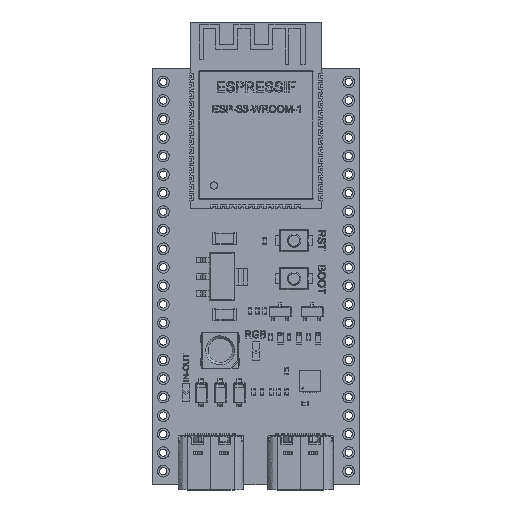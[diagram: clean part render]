
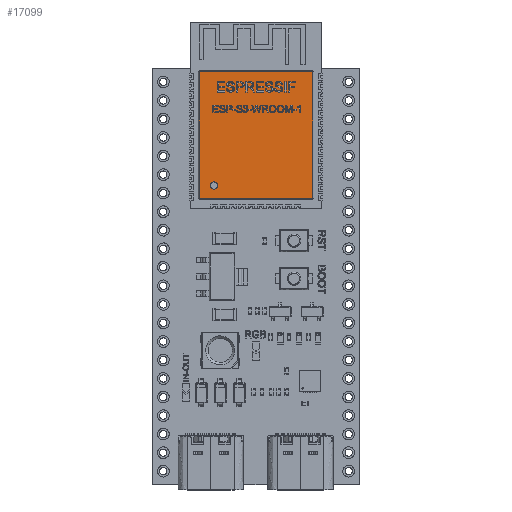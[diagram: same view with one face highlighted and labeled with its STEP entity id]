
A CAD part, top view. The second image highlights one B-rep face of the part: STEP entity #17099.
In plain terms, the highlighted free-form (B-spline) face has degree [1, 1] with [2, 2] control points.
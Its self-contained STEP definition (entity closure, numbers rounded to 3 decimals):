
#17099 = ADVANCED_FACE('',(#17100,#17130),#17144,.F.);
#17100 = FACE_BOUND('',#17101,.F.);
#17101 = EDGE_LOOP('',(#17102,#17111,#17118,#17125));
#17102 = ORIENTED_EDGE('',*,*,#17103,.F.);
#17103 = EDGE_CURVE('',#17104,#17106,#17108,.T.);
#17104 = VERTEX_POINT('',#17105);
#17105 = CARTESIAN_POINT('',(-6.516,47.386,
    3.266));
#17106 = VERTEX_POINT('',#17107);
#17107 = CARTESIAN_POINT('',(-6.516,32.847,
    3.266));
#17108 = B_SPLINE_CURVE_WITH_KNOTS('',1,(#17109,#17110),.UNSPECIFIED.,
  .F.,.F.,(2,2),(0.,17.36),.PIECEWISE_BEZIER_KNOTS.);
#17109 = CARTESIAN_POINT('',(-6.516,47.386,
    3.266));
#17110 = CARTESIAN_POINT('',(-6.516,32.847,
    3.266));
#17111 = ORIENTED_EDGE('',*,*,#17112,.T.);
#17112 = EDGE_CURVE('',#17104,#17113,#17115,.T.);
#17113 = VERTEX_POINT('',#17114);
#17114 = CARTESIAN_POINT('',(6.516,47.386,
    3.266));
#17115 = B_SPLINE_CURVE_WITH_KNOTS('',1,(#17116,#17117),.UNSPECIFIED.,
  .F.,.F.,(2,2),(0.,15.56),.PIECEWISE_BEZIER_KNOTS.);
#17116 = CARTESIAN_POINT('',(-6.516,47.386,
    3.266));
#17117 = CARTESIAN_POINT('',(6.516,47.386,
    3.266));
#17118 = ORIENTED_EDGE('',*,*,#17119,.T.);
#17119 = EDGE_CURVE('',#17113,#17120,#17122,.T.);
#17120 = VERTEX_POINT('',#17121);
#17121 = CARTESIAN_POINT('',(6.516,32.847,
    3.266));
#17122 = B_SPLINE_CURVE_WITH_KNOTS('',1,(#17123,#17124),.UNSPECIFIED.,
  .F.,.F.,(2,2),(0.,17.36),.PIECEWISE_BEZIER_KNOTS.);
#17123 = CARTESIAN_POINT('',(6.516,47.386,
    3.266));
#17124 = CARTESIAN_POINT('',(6.516,32.847,
    3.266));
#17125 = ORIENTED_EDGE('',*,*,#17126,.F.);
#17126 = EDGE_CURVE('',#17106,#17120,#17127,.T.);
#17127 = B_SPLINE_CURVE_WITH_KNOTS('',1,(#17128,#17129),.UNSPECIFIED.,
  .F.,.F.,(2,2),(0.,15.56),.PIECEWISE_BEZIER_KNOTS.);
#17128 = CARTESIAN_POINT('',(-6.516,32.847,
    3.266));
#17129 = CARTESIAN_POINT('',(6.516,32.847,
    3.266));
#17130 = FACE_BOUND('',#17131,.F.);
#17131 = EDGE_LOOP('',(#17132));
#17132 = ORIENTED_EDGE('',*,*,#17133,.T.);
#17133 = EDGE_CURVE('',#17134,#17134,#17136,.T.);
#17134 = VERTEX_POINT('',#17135);
#17135 = CARTESIAN_POINT('',(-4.417,34.328,
    3.266));
#17136 = ( BOUNDED_CURVE() B_SPLINE_CURVE(2,(#17137,#17138,#17139,#17140
    ,#17141,#17142,#17143),.UNSPECIFIED.,.T.,.F.) 
B_SPLINE_CURVE_WITH_KNOTS((1,2,2,2,2,1),(-2.094,0.,
    2.094,4.189,6.283,8.378),
.UNSPECIFIED.) CURVE() GEOMETRIC_REPRESENTATION_ITEM() 
RATIONAL_B_SPLINE_CURVE((1.,0.5,1.,0.5,1.,0.5,1.)) REPRESENTATION_ITEM(
  '') );
#17137 = CARTESIAN_POINT('',(-4.417,34.328,
    3.266));
#17138 = CARTESIAN_POINT('',(-4.417,35.054,
    3.266));
#17139 = CARTESIAN_POINT('',(-5.045,34.691,
    3.266));
#17140 = CARTESIAN_POINT('',(-5.674,34.328,
    3.266));
#17141 = CARTESIAN_POINT('',(-5.045,33.966,
    3.266));
#17142 = CARTESIAN_POINT('',(-4.417,33.603,
    3.266));
#17143 = CARTESIAN_POINT('',(-4.417,34.328,
    3.266));
#17144 = B_SPLINE_SURFACE_WITH_KNOTS('',1,1,(
    (#17145,#17146)
    ,(#17147,#17148
    )),.UNSPECIFIED.,.F.,.F.,.F.,(2,2),(2,2),(0.,15.56),(0.,17.36),
  .PIECEWISE_BEZIER_KNOTS.);
#17145 = CARTESIAN_POINT('',(-6.516,47.386,
    3.266));
#17146 = CARTESIAN_POINT('',(-6.516,32.847,
    3.266));
#17147 = CARTESIAN_POINT('',(6.516,47.386,
    3.266));
#17148 = CARTESIAN_POINT('',(6.516,32.847,
    3.266));
